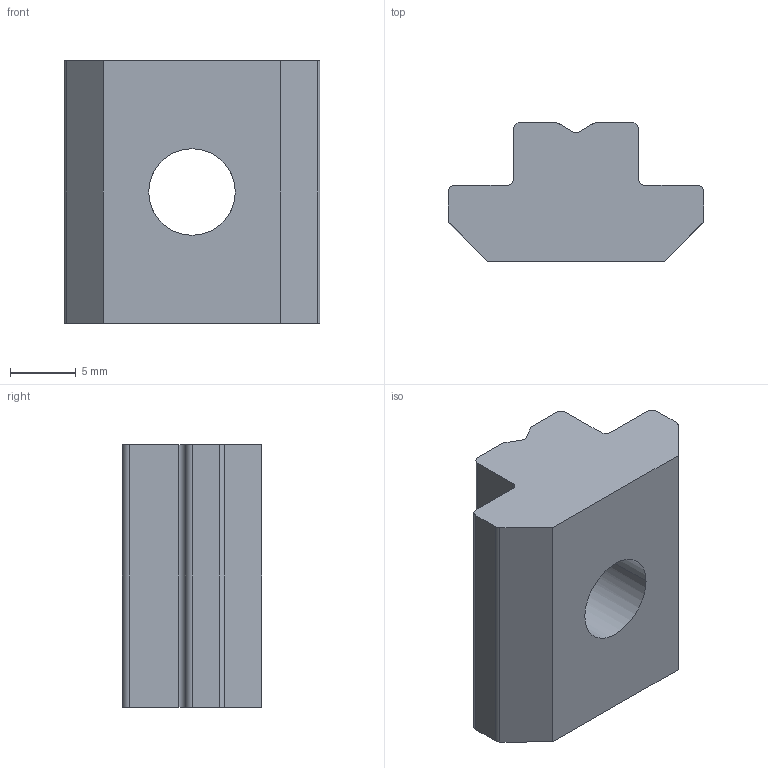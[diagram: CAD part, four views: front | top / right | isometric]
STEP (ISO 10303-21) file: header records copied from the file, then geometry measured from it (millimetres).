
FILE_DESCRIPTION (( 'STEP AP214' ), '1' );
FILE_NAME ('096538.STEP', '2014-08-18T10:51:14', ( '' ), ( '' ), 'SwSTEP 2.0', 'SolidWorks 2014', '' );
FILE_SCHEMA (( 'AUTOMOTIVE_DESIGN' ));
Length unit declared in the file: millimetre
Products named in the file (1): 096538
Bounding box: 19.5 x 10.6 x 20 mm (x, y, z)
Volume: 2611.6 mm3; surface area: 1557.9 mm2
Topology: 1 solids, 1 shells, 33 faces, 96 edges, 64 vertices
Faces by surface type: plane 17, cylinder 16
Entity records: 1146 total; most frequent: CARTESIAN_POINT 228, ORIENTED_EDGE 192, DIRECTION 182, EDGE_CURVE 96, VERTEX_POINT 64, AXIS2_PLACEMENT_3D 62, VECTOR 58, LINE 58
